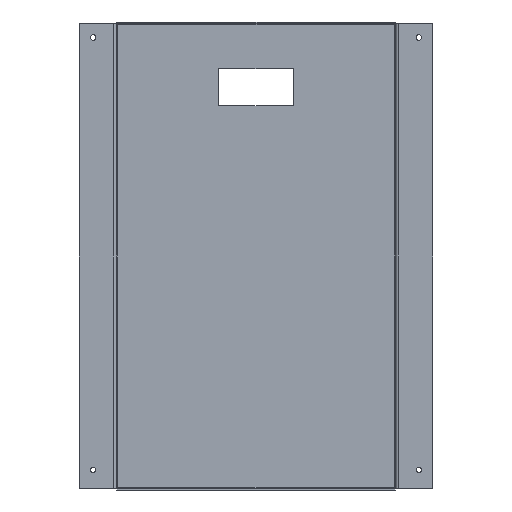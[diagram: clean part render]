
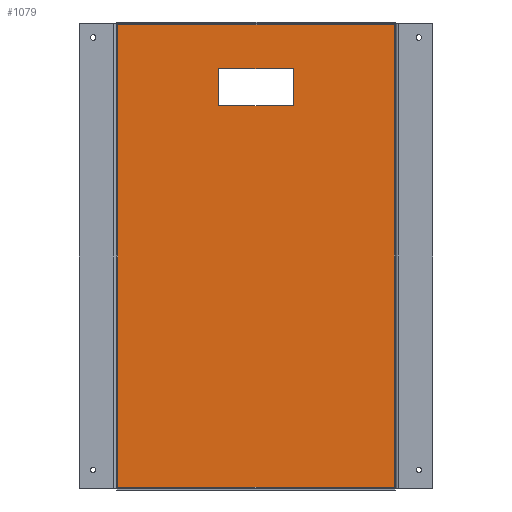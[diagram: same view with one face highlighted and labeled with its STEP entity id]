
A CAD part, front view. The second image highlights one B-rep face of the part: STEP entity #1079.
In plain terms, the highlighted planar face has unit normal (0, -1, 0).
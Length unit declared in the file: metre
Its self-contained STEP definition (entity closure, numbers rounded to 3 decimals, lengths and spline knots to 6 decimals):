
#92=ORIENTED_EDGE('',*,*,#388,.F.);
#93=ORIENTED_EDGE('',*,*,#389,.T.);
#94=ORIENTED_EDGE('',*,*,#390,.T.);
#95=ORIENTED_EDGE('',*,*,#391,.F.);
#96=ORIENTED_EDGE('',*,*,#379,.T.);
#97=ORIENTED_EDGE('',*,*,#376,.T.);
#98=ORIENTED_EDGE('',*,*,#373,.F.);
#99=ORIENTED_EDGE('',*,*,#382,.F.);
#373=EDGE_CURVE('',#524,#526,#613,.T.);
#376=EDGE_CURVE('',#528,#526,#616,.T.);
#379=EDGE_CURVE('',#530,#528,#619,.T.);
#382=EDGE_CURVE('',#530,#524,#622,.T.);
#388=EDGE_CURVE('',#536,#537,#628,.F.);
#389=EDGE_CURVE('',#536,#538,#629,.T.);
#390=EDGE_CURVE('',#538,#539,#630,.T.);
#391=EDGE_CURVE('',#537,#539,#631,.F.);
#524=VERTEX_POINT('',#1588);
#526=VERTEX_POINT('',#1591);
#528=VERTEX_POINT('',#1597);
#530=VERTEX_POINT('',#1603);
#536=VERTEX_POINT('',#1621);
#537=VERTEX_POINT('',#1622);
#538=VERTEX_POINT('',#1624);
#539=VERTEX_POINT('',#1626);
#613=LINE('',#1590,#733);
#616=LINE('',#1596,#736);
#619=LINE('',#1602,#739);
#622=LINE('',#1608,#742);
#628=LINE('',#1620,#748);
#629=LINE('',#1623,#749);
#630=LINE('',#1625,#750);
#631=LINE('',#1627,#751);
#733=VECTOR('',#1264,1.);
#736=VECTOR('',#1269,1.);
#739=VECTOR('',#1274,1.);
#742=VECTOR('',#1279,1.);
#748=VECTOR('',#1289,1.);
#749=VECTOR('',#1290,1.);
#750=VECTOR('',#1291,1.);
#751=VECTOR('',#1292,1.);
#858=EDGE_LOOP('',(#92,#93,#94,#95));
#859=EDGE_LOOP('',(#96,#97,#98,#99));
#942=FACE_BOUND('',#858,.T.);
#943=FACE_BOUND('',#859,.T.);
#1025=PLANE('',#1162);
#1079=ADVANCED_FACE('',(#942,#943),#1025,.T.);
#1162=AXIS2_PLACEMENT_3D('',#1619,#1287,#1288);
#1264=DIRECTION('',(1.,0.,0.));
#1269=DIRECTION('',(0.,0.,-1.));
#1274=DIRECTION('',(1.,0.,0.));
#1279=DIRECTION('',(0.,0.,-1.));
#1287=DIRECTION('',(0.,-1.,0.));
#1288=DIRECTION('',(1.,0.,0.));
#1289=DIRECTION('',(0.,0.,-1.));
#1290=DIRECTION('',(1.,0.,0.));
#1291=DIRECTION('',(0.,0.,1.));
#1292=DIRECTION('',(-1.,0.,0.));
#1588=CARTESIAN_POINT('',(0.11,-0.0015,0.4115));
#1590=CARTESIAN_POINT('',(0.15,-0.0015,0.4115));
#1591=CARTESIAN_POINT('',(0.19,-0.0015,0.4115));
#1596=CARTESIAN_POINT('',(0.19,-0.0015,0.4315));
#1597=CARTESIAN_POINT('',(0.19,-0.0015,0.4515));
#1602=CARTESIAN_POINT('',(0.15,-0.0015,0.4515));
#1603=CARTESIAN_POINT('',(0.11,-0.0015,0.4515));
#1608=CARTESIAN_POINT('',(0.11,-0.0015,0.4315));
#1619=CARTESIAN_POINT('',(0.15,-0.0015,0.25));
#1620=CARTESIAN_POINT('',(0.0015,-0.0015,0.25));
#1621=CARTESIAN_POINT('',(0.0015,-0.0015,0.0015));
#1622=CARTESIAN_POINT('',(0.0015,-0.0015,0.4985));
#1623=CARTESIAN_POINT('',(0.15,-0.0015,0.0015));
#1624=CARTESIAN_POINT('',(0.2985,-0.0015,0.0015));
#1625=CARTESIAN_POINT('',(0.2985,-0.0015,0.25));
#1626=CARTESIAN_POINT('',(0.2985,-0.0015,0.4985));
#1627=CARTESIAN_POINT('',(0.15,-0.0015,0.4985));
